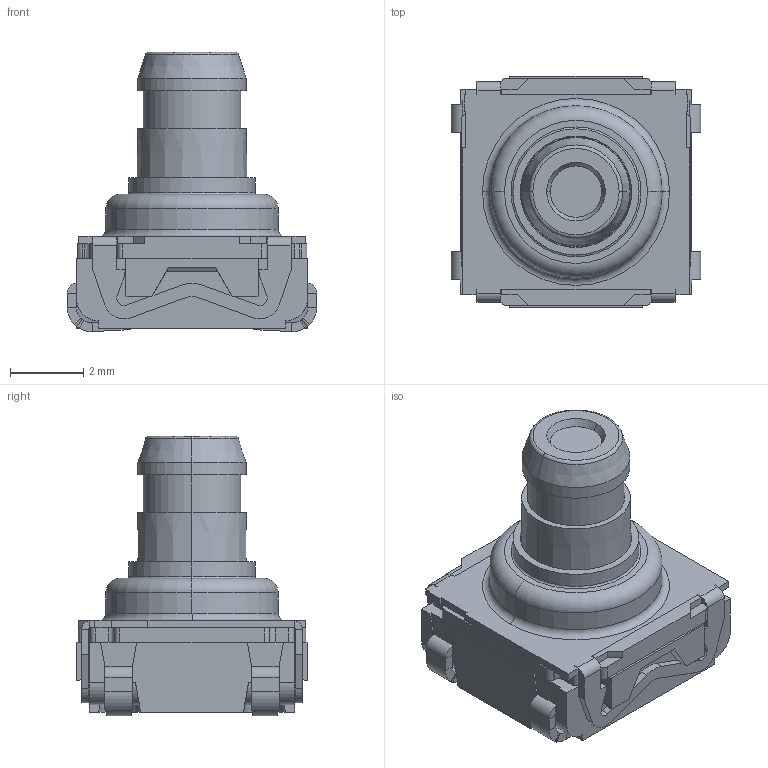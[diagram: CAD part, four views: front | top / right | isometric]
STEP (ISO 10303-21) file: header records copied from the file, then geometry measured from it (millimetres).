
FILE_DESCRIPTION(('FreeCAD Model'),'2;1');
FILE_NAME('Compound.step', '2016-04-26T09:15:06',('Author'),(''), 'Open CASCADE STEP processor 6.8','FreeCAD','Unknown');
FILE_SCHEMA(('AUTOMOTIVE_DESIGN_CC2 { 1 2 10303 214 -1 1 5 4 }'));
Products named in the file (1): Compound
Bounding box: 6.8 x 6.3 x 7.62 mm (x, y, z)
Volume: 125.9 mm3; surface area: 310.2 mm2
Topology: 2 solids, 2 shells, 482 faces, 1273 edges, 803 vertices
Faces by surface type: plane 358, cylinder 72, cone 20, bspline 16, torus 16
Entity records: 46326 total; most frequent: CARTESIAN_POINT 21827, DIRECTION 4224, LINE 2722, VECTOR 2722, ORIENTED_EDGE 2546, PCURVE 2546, DEFINITIONAL_REPRESENTATION 2546, EDGE_CURVE 1273
